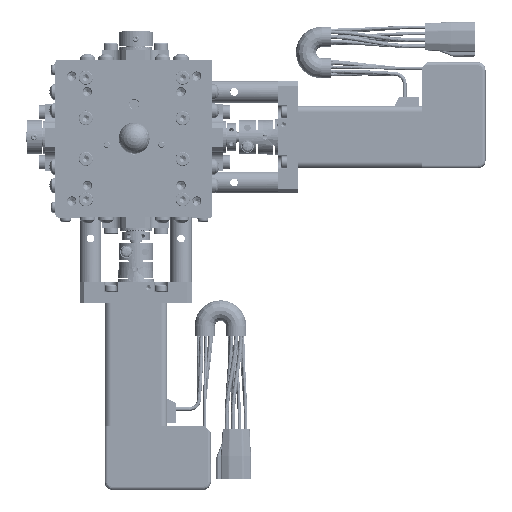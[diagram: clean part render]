
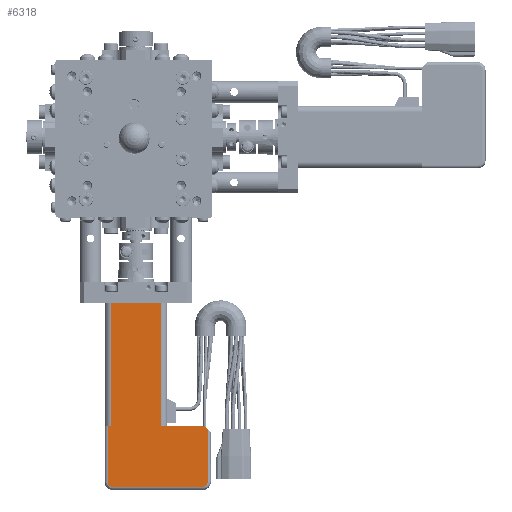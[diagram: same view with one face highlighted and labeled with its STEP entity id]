
A CAD part, top view. The second image highlights one B-rep face of the part: STEP entity #6318.
In plain terms, the highlighted planar face has unit normal (0, 0, 1).
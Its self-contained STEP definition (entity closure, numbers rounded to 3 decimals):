
#6318=ADVANCED_FACE('',(#63216),#63215,.F.);
#63215=PLANE('',#103994);
#63216=FACE_OUTER_BOUND('',#103995,.T.);
#103991=CARTESIAN_POINT('',(-11.7,-46.6,34.));
#103992=DIRECTION('',(0.,0.,-1.));
#103993=DIRECTION('',(1.,0.,0.));
#103994=AXIS2_PLACEMENT_3D('',#103991,#103992,#103993);
#103995=EDGE_LOOP('',(#132067,#132068,#132069,#132070,#132071,#132072,#132073,#132074,#132075,#132076,#132077));
#132067=ORIENTED_EDGE('',*,*,#146112,.T.);
#132068=ORIENTED_EDGE('',*,*,#146066,.T.);
#132069=ORIENTED_EDGE('',*,*,#146108,.F.);
#132070=ORIENTED_EDGE('',*,*,#146135,.T.);
#132071=ORIENTED_EDGE('',*,*,#146131,.T.);
#132072=ORIENTED_EDGE('',*,*,#146090,.T.);
#132073=ORIENTED_EDGE('',*,*,#146087,.T.);
#132074=ORIENTED_EDGE('',*,*,#146084,.T.);
#132075=ORIENTED_EDGE('',*,*,#146121,.T.);
#132076=ORIENTED_EDGE('',*,*,#146136,.F.);
#132077=ORIENTED_EDGE('',*,*,#146137,.T.);
#146066=EDGE_CURVE('',#236202,#236244,#236251,.T.);
#146084=EDGE_CURVE('',#236355,#236370,#236377,.T.);
#146087=EDGE_CURVE('',#236383,#236355,#236397,.T.);
#146090=EDGE_CURVE('',#236403,#236383,#236417,.T.);
#146108=EDGE_CURVE('',#236535,#236244,#236536,.T.);
#146112=EDGE_CURVE('',#236562,#236202,#236563,.T.);
#146121=EDGE_CURVE('',#236370,#236621,#236622,.T.);
#146131=EDGE_CURVE('',#236688,#236403,#236689,.T.);
#146135=EDGE_CURVE('',#236535,#236688,#236713,.T.);
#146136=EDGE_CURVE('',#236719,#236621,#236720,.T.);
#146137=EDGE_CURVE('',#236719,#236562,#236726,.T.);
#236202=VERTEX_POINT('',#295355);
#236244=VERTEX_POINT('',#295382);
#236251=LINE('',#295387,#295388);
#236355=VERTEX_POINT('',#295460);
#236370=VERTEX_POINT('',#295471);
#236377=CIRCLE('',#295479,1.5);
#236383=VERTEX_POINT('',#295480);
#236397=LINE('',#295489,#295490);
#236403=VERTEX_POINT('',#295492);
#236417=CIRCLE('',#295505,1.5);
#236535=VERTEX_POINT('',#295576);
#236536=LINE('',#295577,#295578);
#236562=VERTEX_POINT('',#295592);
#236563=LINE('',#295593,#295594);
#236621=VERTEX_POINT('',#295640);
#236622=LINE('',#295641,#295642);
#236688=VERTEX_POINT('',#295682);
#236689=LINE('',#295683,#295684);
#236713=LINE('',#295696,#295697);
#236719=VERTEX_POINT('',#295699);
#236720=LINE('',#295700,#295701);
#236726=LINE('',#295703,#295704);
#295355=CARTESIAN_POINT('',(8.5,-52.5,34.));
#295382=CARTESIAN_POINT('',(-7.5,-52.5,34.));
#295387=CARTESIAN_POINT('',(8.5,-52.5,34.));
#295388=VECTOR('',#295389,16.);
#295389=DIRECTION('',(-1.,0.,0.));
#295460=CARTESIAN_POINT('',(22.,-111.5,34.));
#295471=CARTESIAN_POINT('',(23.5,-110.,34.));
#295476=CARTESIAN_POINT('',(22.,-110.,34.));
#295477=DIRECTION('',(0.,0.,1.));
#295478=DIRECTION('',(0.,1.,0.));
#295479=AXIS2_PLACEMENT_3D('',#295476,#295477,#295478);
#295480=CARTESIAN_POINT('',(-7.,-111.5,34.));
#295489=CARTESIAN_POINT('',(-7.,-111.5,34.));
#295490=VECTOR('',#295491,29.);
#295491=DIRECTION('',(1.,0.,0.));
#295492=CARTESIAN_POINT('',(-8.5,-110.,34.));
#295502=CARTESIAN_POINT('',(-7.,-110.,34.));
#295503=DIRECTION('',(0.,0.,1.));
#295504=DIRECTION('',(1.,0.,0.));
#295505=AXIS2_PLACEMENT_3D('',#295502,#295503,#295504);
#295576=CARTESIAN_POINT('',(-7.5,-92.,34.));
#295577=CARTESIAN_POINT('',(-7.5,-92.,34.));
#295578=VECTOR('',#295579,39.5);
#295579=DIRECTION('',(0.,1.,0.));
#295592=CARTESIAN_POINT('',(8.5,-92.,34.));
#295593=CARTESIAN_POINT('',(8.5,-92.,34.));
#295594=VECTOR('',#295595,39.5);
#295595=DIRECTION('',(0.,1.,0.));
#295640=CARTESIAN_POINT('',(23.5,-92.947,34.));
#295641=CARTESIAN_POINT('',(23.5,-110.,34.));
#295642=VECTOR('',#295643,17.053);
#295643=DIRECTION('',(0.,1.,0.));
#295682=CARTESIAN_POINT('',(-8.5,-92.,34.));
#295683=CARTESIAN_POINT('',(-8.5,-92.,34.));
#295684=VECTOR('',#295685,18.);
#295685=DIRECTION('',(0.,-1.,0.));
#295696=CARTESIAN_POINT('',(-7.5,-92.,34.));
#295697=VECTOR('',#295698,1.);
#295698=DIRECTION('',(-1.,0.,0.));
#295699=CARTESIAN_POINT('',(22.6,-92.,34.));
#295700=CARTESIAN_POINT('',(22.6,-92.,34.));
#295701=VECTOR('',#295702,1.307);
#295702=DIRECTION('',(0.689,-0.725,0.));
#295703=CARTESIAN_POINT('',(22.6,-92.,34.));
#295704=VECTOR('',#295705,14.1);
#295705=DIRECTION('',(-1.,0.,0.));
